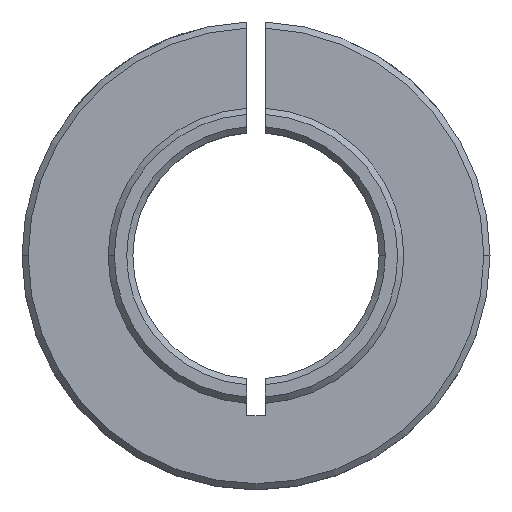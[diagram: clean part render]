
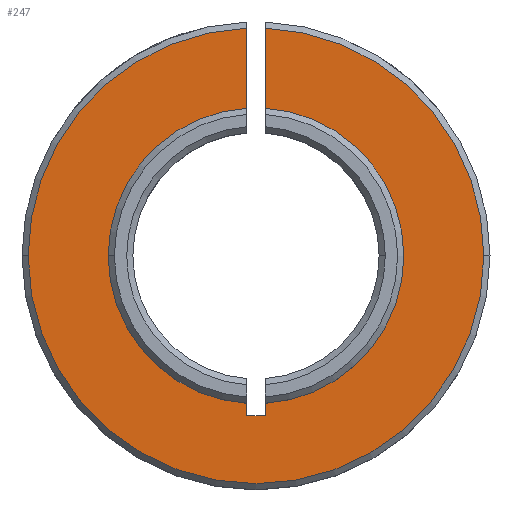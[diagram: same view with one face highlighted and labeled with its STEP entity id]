
A CAD part, top view. The second image highlights one B-rep face of the part: STEP entity #247.
In plain terms, the highlighted planar face has unit normal (0, 0, 1).
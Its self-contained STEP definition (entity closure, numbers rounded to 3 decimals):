
#33 = CIRCLE ( 'NONE', #535, 12. ) ;
#44 = DIRECTION ( 'NONE',  ( -1., 0., 0. ) ) ;
#91 = CIRCLE ( 'NONE', #542, 12. ) ;
#106 = EDGE_CURVE ( 'NONE', #1295, #1407, #1123, .T. ) ;
#140 = VERTEX_POINT ( 'NONE', #689 ) ;
#148 = ORIENTED_EDGE ( 'NONE', *, *, #637, .T. ) ;
#155 = VERTEX_POINT ( 'NONE', #1023 ) ;
#160 = EDGE_LOOP ( 'NONE', ( #633, #1284, #439, #148, #906, #687, #1433, #838, #981, #1348, #456 ) ) ;
#180 = DIRECTION ( 'NONE',  ( 0., 0., 1. ) ) ;
#194 = CARTESIAN_POINT ( 'NONE',  ( -18.5, 0., 8. ) ) ;
#231 = CARTESIAN_POINT ( 'NONE',  ( -0.75, 0., 8. ) ) ;
#247 = ADVANCED_FACE ( 'NONE', ( #1352 ), #702, .T. ) ;
#306 = VECTOR ( 'NONE', #339, 1000. ) ;
#309 = CARTESIAN_POINT ( 'NONE',  ( 0., 0., 8. ) ) ;
#324 = CIRCLE ( 'NONE', #1330, 12. ) ;
#328 = CARTESIAN_POINT ( 'NONE',  ( 0.75, 0., 8. ) ) ;
#339 = DIRECTION ( 'NONE',  ( 0., -1., 0. ) ) ;
#355 = CIRCLE ( 'NONE', #407, 18.5 ) ;
#363 = DIRECTION ( 'NONE',  ( 1., 0., 0. ) ) ;
#390 = CARTESIAN_POINT ( 'NONE',  ( 0.75, 0., 8. ) ) ;
#407 = AXIS2_PLACEMENT_3D ( 'NONE', #1270, #609, #1402 ) ;
#425 = DIRECTION ( 'NONE',  ( 0., 0., 1. ) ) ;
#429 = DIRECTION ( 'NONE',  ( 1., 0., 0. ) ) ;
#437 = CARTESIAN_POINT ( 'NONE',  ( 0., 0., 8. ) ) ;
#439 = ORIENTED_EDGE ( 'NONE', *, *, #1220, .T. ) ;
#441 = AXIS2_PLACEMENT_3D ( 'NONE', #309, #180, #629 ) ;
#445 = CARTESIAN_POINT ( 'NONE',  ( 0., 0., 8. ) ) ;
#456 = ORIENTED_EDGE ( 'NONE', *, *, #530, .F. ) ;
#472 = VECTOR ( 'NONE', #497, 1000. ) ;
#497 = DIRECTION ( 'NONE',  ( 0., 1., 0. ) ) ;
#500 = CARTESIAN_POINT ( 'NONE',  ( 0., 0., 8. ) ) ;
#525 = CARTESIAN_POINT ( 'NONE',  ( 0.75, 18.485, 8. ) ) ;
#530 = EDGE_CURVE ( 'NONE', #1252, #686, #324, .T. ) ;
#535 = AXIS2_PLACEMENT_3D ( 'NONE', #445, #668, #429 ) ;
#542 = AXIS2_PLACEMENT_3D ( 'NONE', #643, #736, #949 ) ;
#596 = AXIS2_PLACEMENT_3D ( 'NONE', #1045, #1142, #363 ) ;
#606 = CARTESIAN_POINT ( 'NONE',  ( -0.75, 11.977, 8. ) ) ;
#609 = DIRECTION ( 'NONE',  ( 0., 0., 1. ) ) ;
#629 = DIRECTION ( 'NONE',  ( 1., 0., 0. ) ) ;
#633 = ORIENTED_EDGE ( 'NONE', *, *, #1428, .F. ) ;
#637 = EDGE_CURVE ( 'NONE', #1064, #1426, #767, .T. ) ;
#643 = CARTESIAN_POINT ( 'NONE',  ( 0., 0., 8. ) ) ;
#660 = VECTOR ( 'NONE', #44, 1000. ) ;
#668 = DIRECTION ( 'NONE',  ( 0., 0., 1. ) ) ;
#676 = EDGE_CURVE ( 'NONE', #1294, #1426, #871, .T. ) ;
#682 = DIRECTION ( 'NONE',  ( 0., 0., 1. ) ) ;
#686 = VERTEX_POINT ( 'NONE', #1217 ) ;
#687 = ORIENTED_EDGE ( 'NONE', *, *, #897, .F. ) ;
#689 = CARTESIAN_POINT ( 'NONE',  ( 0.75, -11.977, 8. ) ) ;
#701 = CARTESIAN_POINT ( 'NONE',  ( -0.75, -13., 8. ) ) ;
#702 = PLANE ( 'NONE',  #596 ) ;
#711 = EDGE_CURVE ( 'NONE', #686, #155, #91, .T. ) ;
#736 = DIRECTION ( 'NONE',  ( 0., 0., 1. ) ) ;
#754 = EDGE_CURVE ( 'NONE', #1099, #1121, #1395, .T. ) ;
#758 = EDGE_CURVE ( 'NONE', #1099, #140, #860, .T. ) ;
#767 = CIRCLE ( 'NONE', #441, 18.5 ) ;
#773 = DIRECTION ( 'NONE',  ( 0., 1., 0. ) ) ;
#788 = CARTESIAN_POINT ( 'NONE',  ( -0.75, 0., 8. ) ) ;
#838 = ORIENTED_EDGE ( 'NONE', *, *, #754, .T. ) ;
#860 = LINE ( 'NONE', #390, #472 ) ;
#871 = LINE ( 'NONE', #328, #1322 ) ;
#890 = LINE ( 'NONE', #788, #306 ) ;
#897 = EDGE_CURVE ( 'NONE', #140, #1294, #33, .T. ) ;
#906 = ORIENTED_EDGE ( 'NONE', *, *, #676, .F. ) ;
#913 = CARTESIAN_POINT ( 'NONE',  ( 0.75, -13., 8. ) ) ;
#949 = DIRECTION ( 'NONE',  ( 1., 0., 0. ) ) ;
#975 = DIRECTION ( 'NONE',  ( 1., 0., 0. ) ) ;
#981 = ORIENTED_EDGE ( 'NONE', *, *, #1059, .F. ) ;
#1023 = CARTESIAN_POINT ( 'NONE',  ( -0.75, -11.977, 8. ) ) ;
#1042 = DIRECTION ( 'NONE',  ( 0., -1., 0. ) ) ;
#1045 = CARTESIAN_POINT ( 'NONE',  ( 0., 0., 8. ) ) ;
#1059 = EDGE_CURVE ( 'NONE', #155, #1121, #1450, .T. ) ;
#1064 = VERTEX_POINT ( 'NONE', #1233 ) ;
#1085 = CARTESIAN_POINT ( 'NONE',  ( -0.75, 18.485, 8. ) ) ;
#1099 = VERTEX_POINT ( 'NONE', #913 ) ;
#1121 = VERTEX_POINT ( 'NONE', #701 ) ;
#1123 = CIRCLE ( 'NONE', #1196, 18.5 ) ;
#1142 = DIRECTION ( 'NONE',  ( 0., 0., 1. ) ) ;
#1196 = AXIS2_PLACEMENT_3D ( 'NONE', #437, #682, #1326 ) ;
#1207 = VECTOR ( 'NONE', #1042, 1000. ) ;
#1217 = CARTESIAN_POINT ( 'NONE',  ( -12., 0., 8. ) ) ;
#1220 = EDGE_CURVE ( 'NONE', #1407, #1064, #355, .T. ) ;
#1233 = CARTESIAN_POINT ( 'NONE',  ( 18.5, 0., 8. ) ) ;
#1252 = VERTEX_POINT ( 'NONE', #606 ) ;
#1270 = CARTESIAN_POINT ( 'NONE',  ( 0., 0., 8. ) ) ;
#1284 = ORIENTED_EDGE ( 'NONE', *, *, #106, .T. ) ;
#1291 = CARTESIAN_POINT ( 'NONE',  ( 0., -13., 8. ) ) ;
#1294 = VERTEX_POINT ( 'NONE', #1315 ) ;
#1295 = VERTEX_POINT ( 'NONE', #1085 ) ;
#1315 = CARTESIAN_POINT ( 'NONE',  ( 0.75, 11.977, 8. ) ) ;
#1322 = VECTOR ( 'NONE', #773, 1000. ) ;
#1326 = DIRECTION ( 'NONE',  ( 1., 0., 0. ) ) ;
#1330 = AXIS2_PLACEMENT_3D ( 'NONE', #500, #425, #975 ) ;
#1348 = ORIENTED_EDGE ( 'NONE', *, *, #711, .F. ) ;
#1352 = FACE_OUTER_BOUND ( 'NONE', #160, .T. ) ;
#1395 = LINE ( 'NONE', #1291, #660 ) ;
#1402 = DIRECTION ( 'NONE',  ( 1., 0., 0. ) ) ;
#1407 = VERTEX_POINT ( 'NONE', #194 ) ;
#1426 = VERTEX_POINT ( 'NONE', #525 ) ;
#1428 = EDGE_CURVE ( 'NONE', #1295, #1252, #890, .T. ) ;
#1433 = ORIENTED_EDGE ( 'NONE', *, *, #758, .F. ) ;
#1450 = LINE ( 'NONE', #231, #1207 ) ;
